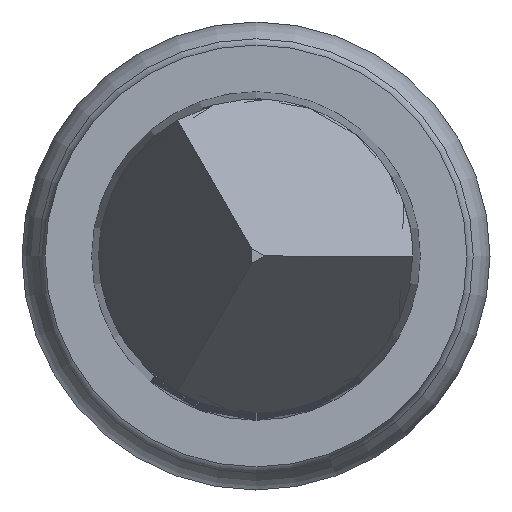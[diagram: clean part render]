
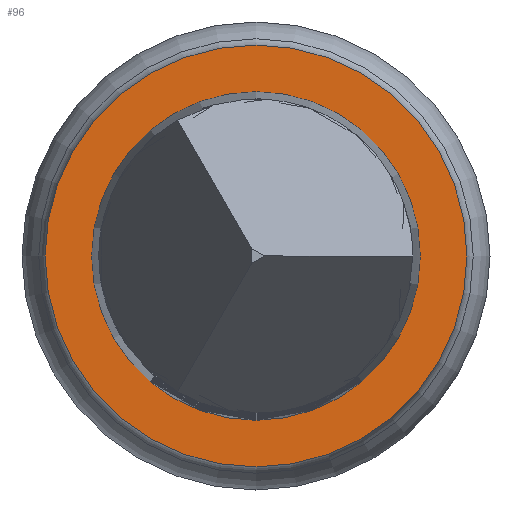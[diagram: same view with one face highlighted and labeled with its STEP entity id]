
A CAD part, left-side view. The second image highlights one B-rep face of the part: STEP entity #96.
In plain terms, the highlighted planar face has unit normal (-1, 0, 0).
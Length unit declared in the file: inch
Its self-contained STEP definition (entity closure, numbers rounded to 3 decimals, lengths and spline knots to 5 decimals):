
#26 = PLANE ( 'NONE',  #237 ) ;
#87 = DIRECTION ( 'NONE',  ( 0., 0., -1. ) ) ;
#96 = ADVANCED_FACE ( 'NONE', ( #619, #512 ), #26, .F. ) ;
#99 = DIRECTION ( 'NONE',  ( 0., 0., -1. ) ) ;
#122 = DIRECTION ( 'NONE',  ( 1., 0., 0. ) ) ;
#161 = DIRECTION ( 'NONE',  ( 0., 0., -1. ) ) ;
#225 = VERTEX_POINT ( 'NONE', #497 ) ;
#236 = AXIS2_PLACEMENT_3D ( 'NONE', #420, #122, #161 ) ;
#237 = AXIS2_PLACEMENT_3D ( 'NONE', #624, #578, #99 ) ;
#256 = EDGE_CURVE ( 'NONE', #640, #640, #631, .T. ) ;
#304 = AXIS2_PLACEMENT_3D ( 'NONE', #402, #673, #87 ) ;
#359 = ORIENTED_EDGE ( 'NONE', *, *, #685, .F. ) ;
#402 = CARTESIAN_POINT ( 'NONE',  ( 0., 0., 0. ) ) ;
#420 = CARTESIAN_POINT ( 'NONE',  ( 0., 0., 0. ) ) ;
#480 = CARTESIAN_POINT ( 'NONE',  ( 0., 0., -0.01889 ) ) ;
#486 = EDGE_LOOP ( 'NONE', ( #638 ) ) ;
#490 = CIRCLE ( 'NONE', #236, 0.02425 ) ;
#497 = CARTESIAN_POINT ( 'NONE',  ( 0., 0., -0.02425 ) ) ;
#512 = FACE_OUTER_BOUND ( 'NONE', #603, .T. ) ;
#578 = DIRECTION ( 'NONE',  ( 1., 0., 0. ) ) ;
#603 = EDGE_LOOP ( 'NONE', ( #359 ) ) ;
#619 = FACE_BOUND ( 'NONE', #486, .T. ) ;
#624 = CARTESIAN_POINT ( 'NONE',  ( 0., 0.02725, 0. ) ) ;
#631 = CIRCLE ( 'NONE', #304, 0.01889 ) ;
#638 = ORIENTED_EDGE ( 'NONE', *, *, #256, .T. ) ;
#640 = VERTEX_POINT ( 'NONE', #480 ) ;
#673 = DIRECTION ( 'NONE',  ( 1., 0., 0. ) ) ;
#685 = EDGE_CURVE ( 'NONE', #225, #225, #490, .T. ) ;
